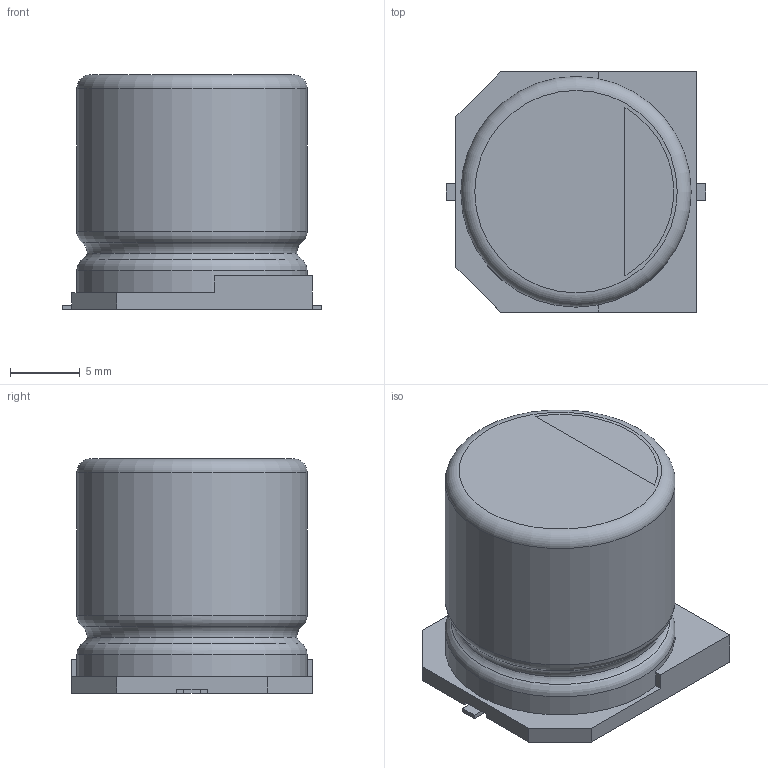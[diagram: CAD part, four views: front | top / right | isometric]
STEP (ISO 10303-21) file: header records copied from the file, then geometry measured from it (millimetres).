
FILE_DESCRIPTION(/* description */ (''),/* implementation_level */ '2;1');
FILE_NAME(/* name */ 'CAPAE1700X1680N.stp',/* time_stamp */ '2016-03-14T15:53:50+01:00',/* author */ ('riccim'),/* organization */ (''),/* preprocessor_version */ 'ST-DEVELOPER v15.5',/* originating_system */ 'AutoCAD Mechanical',/* authorisation */ '');
FILE_SCHEMA (('AUTOMOTIVE_DESIGN { 1 0 10303 214 3 1 1 }'));
Length unit declared in the file: millimetre
Products named in the file (1): Product
Bounding box: 18.6 x 17.2 x 16.8 mm (x, y, z)
Volume: 3663.6 mm3; surface area: 2054.2 mm2
Topology: 5 solids, 5 shells, 48 faces, 106 edges, 69 vertices
Faces by surface type: plane 38, cylinder 5, torus 5
Full cylindrical faces by diameter (mm): 16.5 x2
Entity records: 1295 total; most frequent: CARTESIAN_POINT 215, DIRECTION 210, ORIENTED_EDGE 196, EDGE_CURVE 98, LINE 84, VECTOR 84, VERTEX_POINT 68, AXIS2_PLACEMENT_3D 63
